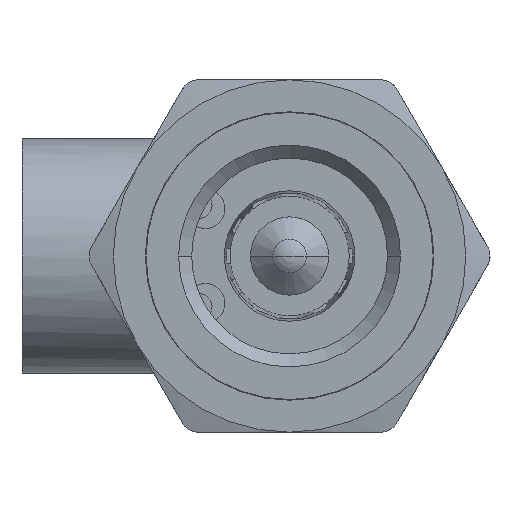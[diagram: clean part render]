
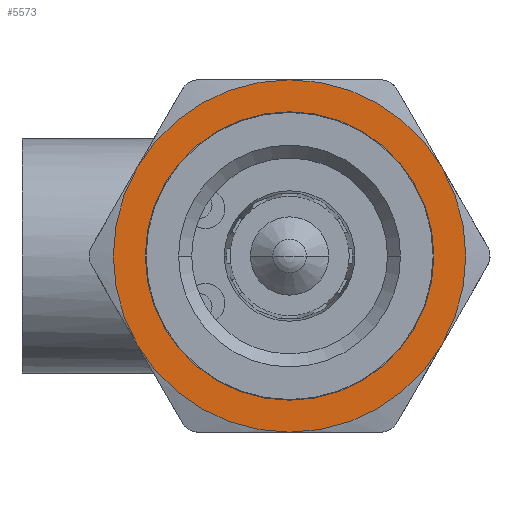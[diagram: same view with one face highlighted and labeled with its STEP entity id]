
A CAD part, left-side view. The second image highlights one B-rep face of the part: STEP entity #5573.
In plain terms, the highlighted planar face has unit normal (-1, 0, 0).
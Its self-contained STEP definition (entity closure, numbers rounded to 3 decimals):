
#623=CARTESIAN_POINT('',(-35.5,0.,0.));
#624=DIRECTION('',(-1.,0.,0.));
#625=DIRECTION('',(0.,0.,-1.));
#626=AXIS2_PLACEMENT_3D('',#623,#624,#625);
#628=CARTESIAN_POINT('',(-35.5,0.,0.));
#629=DIRECTION('',(-1.,0.,0.));
#630=DIRECTION('',(0.,0.,1.));
#631=AXIS2_PLACEMENT_3D('',#628,#629,#630);
#641=CARTESIAN_POINT('',(-35.5,0.,0.));
#642=DIRECTION('',(-1.,0.,0.));
#643=DIRECTION('',(0.,0.,-1.));
#644=AXIS2_PLACEMENT_3D('',#641,#642,#643);
#646=CARTESIAN_POINT('',(-35.5,0.,0.));
#647=DIRECTION('',(-1.,0.,0.));
#648=DIRECTION('',(0.,-0.866,-0.5));
#649=AXIS2_PLACEMENT_3D('',#646,#647,#648);
#659=CARTESIAN_POINT('',(-35.5,0.,0.));
#660=DIRECTION('',(-1.,0.,0.));
#661=DIRECTION('',(0.,-0.866,0.5));
#662=AXIS2_PLACEMENT_3D('',#659,#660,#661);
#677=CARTESIAN_POINT('',(-35.5,-11.691,
-6.75));
#724=CARTESIAN_POINT('',(-35.5,0.,
13.5));
#732=CARTESIAN_POINT('',(-35.5,0.,0.));
#733=DIRECTION('',(1.,0.,0.));
#734=DIRECTION('',(0.,0.866,0.5));
#735=AXIS2_PLACEMENT_3D('',#732,#733,#734);
#745=CARTESIAN_POINT('',(-35.5,0.,0.));
#746=DIRECTION('',(1.,0.,0.));
#747=DIRECTION('',(0.,0.866,-0.5));
#748=AXIS2_PLACEMENT_3D('',#745,#746,#747);
#758=CARTESIAN_POINT('',(-35.5,0.,0.));
#759=DIRECTION('',(1.,0.,0.));
#760=DIRECTION('',(0.,0.,-1.));
#761=AXIS2_PLACEMENT_3D('',#758,#759,#760);
#776=CARTESIAN_POINT('',(-35.5,11.691,6.75));
#932=CARTESIAN_POINT('',(-35.5,0.,
-13.5));
#4484=VERTEX_POINT('',#677);
#4485=VERTEX_POINT('',#724);
#4486=VERTEX_POINT('',#776);
#4487=VERTEX_POINT('',#932);
#4488=CARTESIAN_POINT('',(-35.5,-11.691,6.75));
#4489=VERTEX_POINT('',#4488);
#4490=CARTESIAN_POINT('',(-35.5,11.691,-6.75));
#4491=VERTEX_POINT('',#4490);
#4546=CARTESIAN_POINT('',(-35.5,0.,-11.05));
#4547=CARTESIAN_POINT('',(-35.5,0.,11.05));
#4548=VERTEX_POINT('',#4546);
#4549=VERTEX_POINT('',#4547);
#5549=CARTESIAN_POINT('',(-35.5,0.,0.));
#5550=DIRECTION('',(-1.,0.,0.));
#5551=DIRECTION('',(0.,0.,-1.));
#5552=AXIS2_PLACEMENT_3D('',#5549,#5550,#5551);
#5553=PLANE('',#5552);
#5555=ORIENTED_EDGE('',*,*,#5554,.F.);
#5557=ORIENTED_EDGE('',*,*,#5556,.T.);
#5559=ORIENTED_EDGE('',*,*,#5558,.T.);
#5561=ORIENTED_EDGE('',*,*,#5560,.T.);
#5563=ORIENTED_EDGE('',*,*,#5562,.F.);
#5565=ORIENTED_EDGE('',*,*,#5564,.F.);
#5566=EDGE_LOOP('',(#5555,#5557,#5559,#5561,#5563,#5565));
#5567=FACE_OUTER_BOUND('',#5566,.F.);
#5569=ORIENTED_EDGE('',*,*,#5568,.T.);
#5570=ORIENTED_EDGE('',*,*,#5539,.T.);
#5571=EDGE_LOOP('',(#5569,#5570));
#5572=FACE_BOUND('',#5571,.F.);
#5573=ADVANCED_FACE('',(#5567,#5572),#5553,.T.);
#627=CIRCLE('',#626,11.05);
#632=CIRCLE('',#631,11.05);
#645=CIRCLE('',#644,13.5);
#650=CIRCLE('',#649,13.5);
#663=CIRCLE('',#662,13.5);
#736=CIRCLE('',#735,13.5);
#749=CIRCLE('',#748,13.5);
#762=CIRCLE('',#761,13.5);
#5539=EDGE_CURVE('',#4549,#4548,#632,.T.);
#5554=EDGE_CURVE('',#4487,#4484,#645,.T.);
#5556=EDGE_CURVE('',#4487,#4491,#762,.T.);
#5558=EDGE_CURVE('',#4491,#4486,#749,.T.);
#5560=EDGE_CURVE('',#4486,#4485,#736,.T.);
#5562=EDGE_CURVE('',#4489,#4485,#663,.T.);
#5564=EDGE_CURVE('',#4484,#4489,#650,.T.);
#5568=EDGE_CURVE('',#4548,#4549,#627,.T.);
